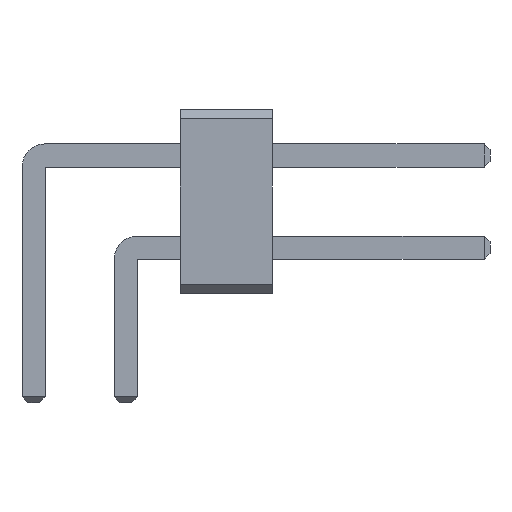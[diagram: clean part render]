
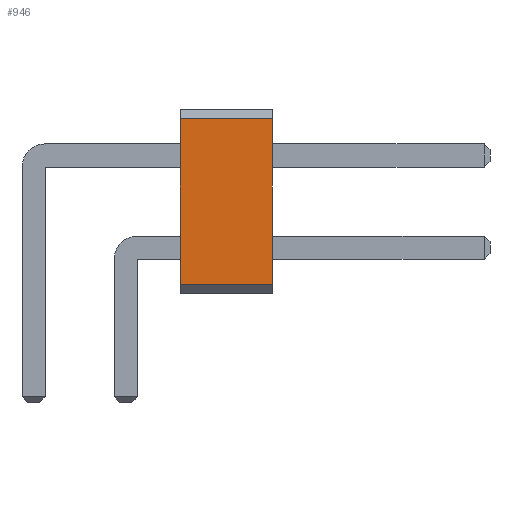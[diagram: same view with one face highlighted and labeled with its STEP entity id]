
A CAD part, front view. The second image highlights one B-rep face of the part: STEP entity #946.
In plain terms, the highlighted planar face has unit normal (0, -1, 0).
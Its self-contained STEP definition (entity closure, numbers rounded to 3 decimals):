
#13=DIRECTION('',(0.,0.,1.));
#27=VECTOR('',#28,1.);
#28=DIRECTION('',(1.,0.,0.));
#57=DIRECTION('',(0.,-1.,0.));
#933=VERTEX_POINT('',#934);
#934=CARTESIAN_POINT('',(6.58,-39.37,0.254));
#937=EDGE_CURVE('',#938,#933,#940,.T.);
#938=VERTEX_POINT('',#939);
#939=CARTESIAN_POINT('',(4.04,-39.37,0.254));
#940=LINE('',#939,#27);
#946=ADVANCED_FACE('',(#947),#964,.T.);
#947=FACE_BOUND('',#948,.T.);
#948=EDGE_LOOP('',(#949,#950,#956,#961));
#949=ORIENTED_EDGE('',*,*,#937,.T.);
#950=ORIENTED_EDGE('',*,*,#951,.T.);
#951=EDGE_CURVE('',#933,#952,#954,.T.);
#952=VERTEX_POINT('',#953);
#953=CARTESIAN_POINT('',(6.58,-39.37,4.826));
#954=LINE('',#934,#955);
#955=VECTOR('',#13,1.);
#956=ORIENTED_EDGE('',*,*,#957,.F.);
#957=EDGE_CURVE('',#958,#952,#960,.T.);
#958=VERTEX_POINT('',#959);
#959=CARTESIAN_POINT('',(4.04,-39.37,4.826));
#960=LINE('',#959,#27);
#961=ORIENTED_EDGE('',*,*,#962,.F.);
#962=EDGE_CURVE('',#938,#958,#963,.T.);
#963=LINE('',#939,#955);
#964=PLANE('',#965);
#965=AXIS2_PLACEMENT_3D('',#939,#57,#13);
